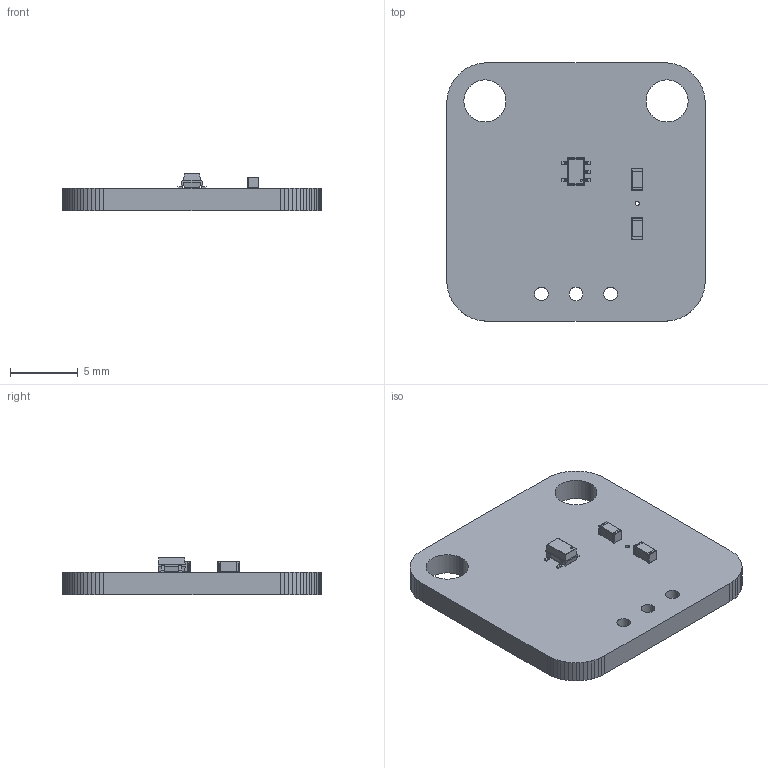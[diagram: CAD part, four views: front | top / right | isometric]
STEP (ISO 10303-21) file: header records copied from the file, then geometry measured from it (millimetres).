
FILE_DESCRIPTION(('PCB Model'),'2;1');
FILE_NAME('EVE LMT87_1.STEP', '2021-01-26T00:05:15',('pritesh'),('Unspecified'), 'Open CASCADE STEP processor 6.8','Proteus','Unknown');
FILE_SCHEMA(('AUTOMOTIVE_DESIGN { 1 0 10303 214 1 1 1 1 }'));
Length unit declared in the file: millimetre
Products named in the file (22): Open CASCADE STEP translator 6.8 2; Layer_1; U1; Open CASCADE STEP translator 6.8 2.2.1; Body_1; =>[0:1:1:2]; =>[0:1:1:3]; SOLID; =>[0:1:1:4]; C1; Open CASCADE STEP translator 6.8 2.3.1; Part_3; Part_2; Part_1; C2; Open CASCADE STEP translator 6.8 2.4.1
Assembly tree (24 placements, depth 6):
  Open CASCADE STEP translator 6.8 2
    Layer_1
    U1
      Open CASCADE STEP translator 6.8 2.2.1
        Body_1
          =>[0:1:1:2]
          =>[0:1:1:3]
            SOLID
            SOLID
            SOLID
          =>[0:1:1:4]
            SOLID
            SOLID
    C1
      Open CASCADE STEP translator 6.8 2.3.1
        Body_1
          Part_3
          Part_2
          Part_1
    C2
      Open CASCADE STEP translator 6.8 2.4.1
        Body_1
          Part_3
          Part_2
          Part_1
Bounding box: 19 x 19 x 2.74 mm (x, y, z)
Volume: 555.4 mm3; surface area: 869.2 mm2
Topology: 13 solids, 13 shells, 264 faces, 663 edges, 410 vertices
Faces by surface type: plane 171, cylinder 77, sphere 16
Entity records: 7624 total; most frequent: CARTESIAN_POINT 1155, DIRECTION 1136, ORIENTED_EDGE 1102, EDGE_CURVE 551, LINE 438, VECTOR 438, VERTEX_POINT 354, AXIS2_PLACEMENT_3D 349
